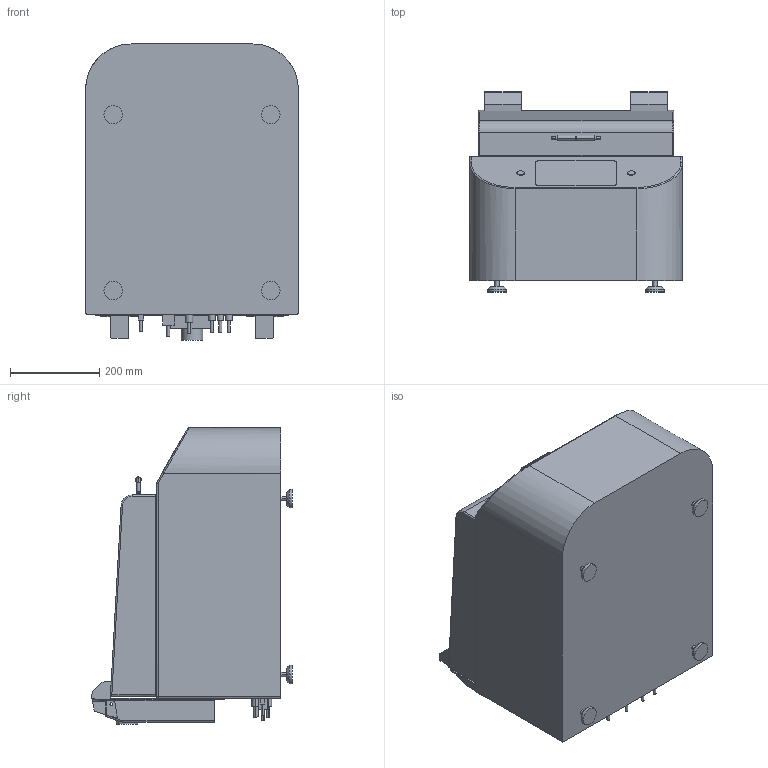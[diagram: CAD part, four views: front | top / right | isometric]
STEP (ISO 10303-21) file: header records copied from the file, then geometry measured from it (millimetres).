
FILE_DESCRIPTION((''),'2;1');
FILE_NAME('A-B-B3_ENVELOPE_ASM','2025-05-07T08:32:54',('bwaterworth'),(''),'CREO PARAMETRIC BY PTC INC, 2020354','CREO PARAMETRIC BY PTC INC, 2020354','');
FILE_SCHEMA(('CONFIG_CONTROL_DESIGN'));
Length unit declared in the file: inch
Products named in the file (6): A-B-B3_ENVELOPE; A-B-B3LID_ENVELOPE; 611534-1; 611534-2; 611534_ASM; A-B-B3_ENVELOPE_ASM
Assembly tree (5 placements, depth 3):
  A-B-B3_ENVELOPE_ASM
    A-B-B3_ENVELOPE
    A-B-B3LID_ENVELOPE
    611534_ASM
      611534-1
      611534-2
Bounding box: 476.25 x 449.04 x 663.07 mm (x, y, z)
Volume: 96033269.9 mm3; surface area: 1918892.1 mm2
Topology: 5 solids, 5 shells, 360 faces, 866 edges, 553 vertices
Faces by surface type: cylinder 166, plane 148, cone 18, bspline 12, sphere 10, torus 6
Entity records: 17441 total; most frequent: CARTESIAN_POINT 8910, DIRECTION 1739, ORIENTED_EDGE 1732, EDGE_CURVE 866, AXIS2_PLACEMENT_3D 633, VERTEX_POINT 553, VECTOR 473, LINE 473
